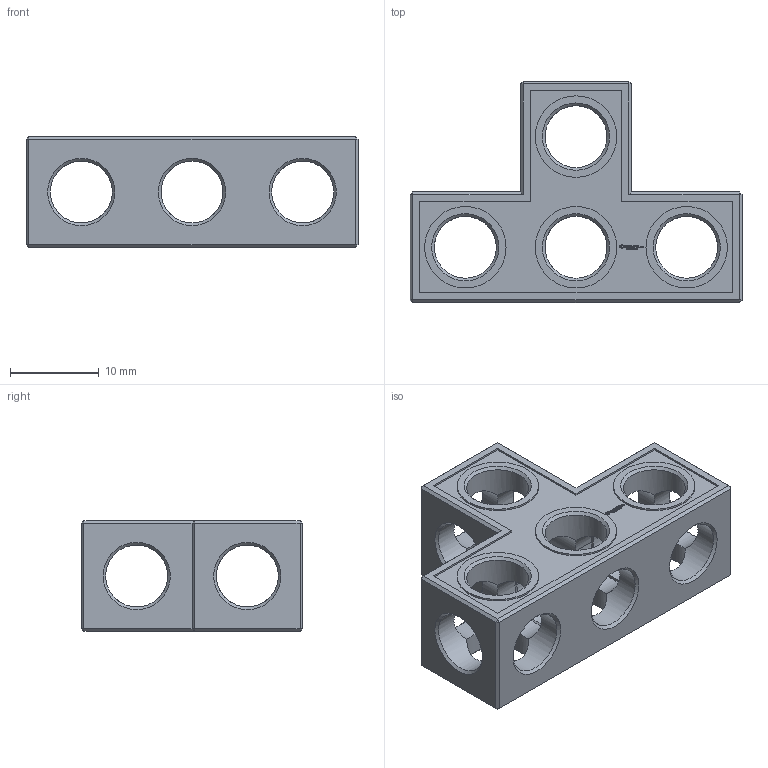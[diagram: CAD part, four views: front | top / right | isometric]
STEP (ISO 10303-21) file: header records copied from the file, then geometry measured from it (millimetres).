
FILE_DESCRIPTION(('FreeCAD Model'),'2;1');
FILE_NAME('Open CASCADE Shape Model','2021-08-07T20:02:04',( 'Paulo Kiefe'),('STEMFIE.org'),'Open CASCADE STEP processor 7.4', 'FreeCAD','Unknown');
FILE_SCHEMA(('AUTOMOTIVE_DESIGN { 1 0 10303 214 1 1 1 1 }'));
Length unit declared in the file: millimetre
Products named in the file (1): Beam_TSH_SYM_ESS_BU03x02x01_-_SPN-BEM-1000_(stemfie.org)
Bounding box: 37.5 x 25 x 12.5 mm (x, y, z)
Volume: 3900 mm3; surface area: 3697.9 mm2
Topology: 1 solids, 1 shells, 572 faces, 1590 edges, 1044 vertices
Faces by surface type: plane 373, extrusion 150, cylinder 29, cone 20
Full cylindrical faces by diameter (mm): 7 x21, 9.2 x4
Entity records: 41252 total; most frequent: CARTESIAN_POINT 10777, DIRECTION 4968, VECTOR 3830, LINE 3680, ORIENTED_EDGE 3180, PCURVE 3180, DEFINITIONAL_REPRESENTATION 3180, EDGE_CURVE 1590
